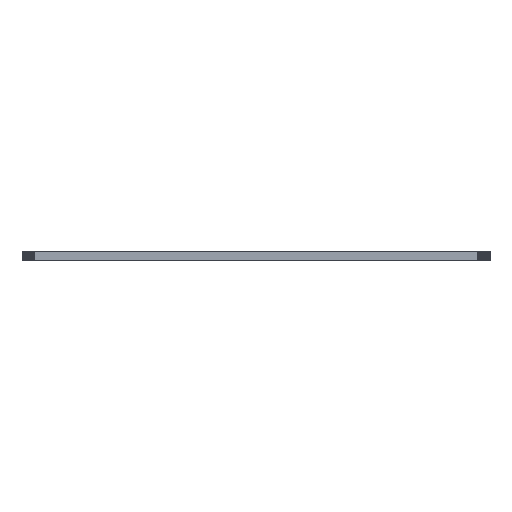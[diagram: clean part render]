
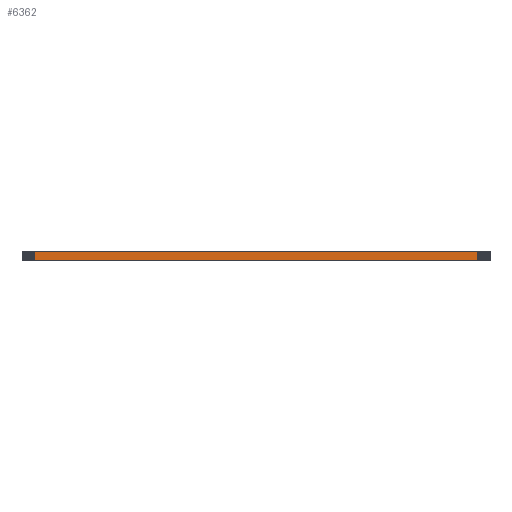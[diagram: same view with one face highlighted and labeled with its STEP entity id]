
A CAD part, left-side view. The second image highlights one B-rep face of the part: STEP entity #6362.
In plain terms, the highlighted planar face has unit normal (-1, 0, 0).
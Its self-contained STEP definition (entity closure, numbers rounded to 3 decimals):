
#6323=CARTESIAN_POINT('',(44.127,-292.964,1.5));
#6324=DIRECTION('',(-1.,0.,0.));
#6325=DIRECTION('',(0.,0.,1.));
#6326=AXIS2_PLACEMENT_3D('',#6323,#6324,#6325);
#6327=PLANE('',#6326);
#6328=CARTESIAN_POINT('',(44.127,-329.064,0.));
#6329=VERTEX_POINT('',#6328);
#6330=CARTESIAN_POINT('',(44.127,-256.863,0.));
#6331=VERTEX_POINT('',#6330);
#6332=CARTESIAN_POINT('',(44.127,-329.064,0.));
#6333=DIRECTION('',(0.,1.,0.));
#6334=VECTOR('',#6333,72.201);
#6335=LINE('',#6332,#6334);
#6336=EDGE_CURVE('',#6329,#6331,#6335,.T.);
#6337=ORIENTED_EDGE('',*,*,#6336,.F.);
#6338=CARTESIAN_POINT('',(44.127,-329.064,1.5));
#6339=VERTEX_POINT('',#6338);
#6340=CARTESIAN_POINT('',(44.127,-329.064,1.5));
#6341=DIRECTION('',(0.,0.,-1.));
#6342=VECTOR('',#6341,1.5);
#6343=LINE('',#6340,#6342);
#6344=EDGE_CURVE('',#6339,#6329,#6343,.T.);
#6345=ORIENTED_EDGE('',*,*,#6344,.F.);
#6346=CARTESIAN_POINT('',(44.127,-256.863,1.5));
#6347=VERTEX_POINT('',#6346);
#6348=CARTESIAN_POINT('',(44.127,-329.064,1.5));
#6349=DIRECTION('',(0.,1.,0.));
#6350=VECTOR('',#6349,72.201);
#6351=LINE('',#6348,#6350);
#6352=EDGE_CURVE('',#6339,#6347,#6351,.T.);
#6353=ORIENTED_EDGE('',*,*,#6352,.T.);
#6354=CARTESIAN_POINT('',(44.127,-256.863,1.5));
#6355=DIRECTION('',(0.,0.,-1.));
#6356=VECTOR('',#6355,1.5);
#6357=LINE('',#6354,#6356);
#6358=EDGE_CURVE('',#6347,#6331,#6357,.T.);
#6359=ORIENTED_EDGE('',*,*,#6358,.T.);
#6360=EDGE_LOOP('',(#6337,#6345,#6353,#6359));
#6361=FACE_BOUND('',#6360,.T.);
#6362=ADVANCED_FACE('',(#6361),#6327,.T.);
